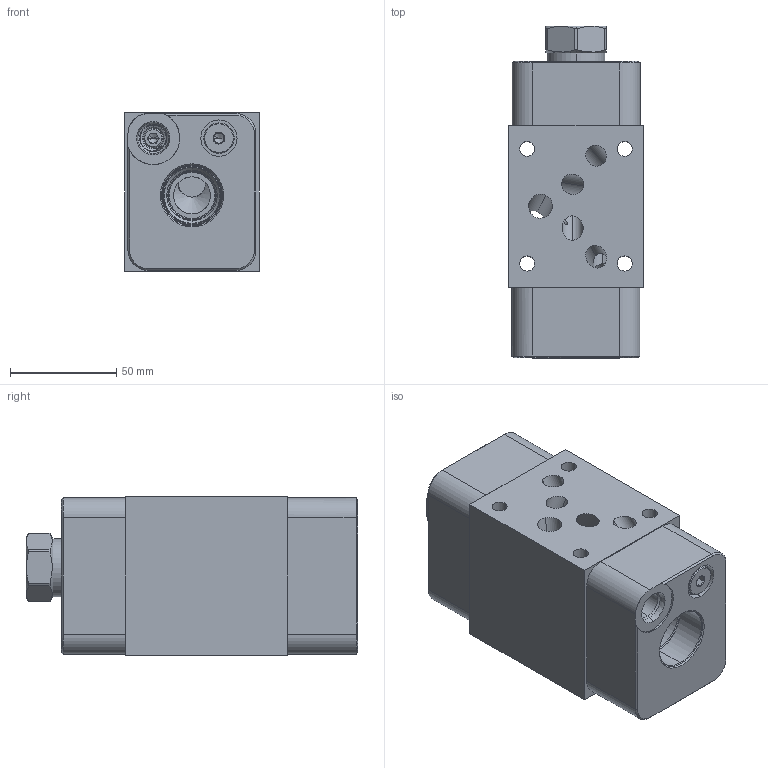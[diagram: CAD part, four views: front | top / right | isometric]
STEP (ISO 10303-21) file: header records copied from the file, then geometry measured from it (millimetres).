
FILE_DESCRIPTION((''),'2;1');
FILE_NAME('NB3_ASM','2022-01-28T',('ProEService'),(''),'PRO/ENGINEER BY PARAMETRIC TECHNOLOGY CORPORATION, 2014200','PRO/ENGINEER BY PARAMETRIC TECHNOLOGY CORPORATION, 2014200','');
FILE_SCHEMA(('CONFIG_CONTROL_DESIGN'));
Length unit declared in the file: inch
Products named in the file (7): 152-267-001; 340-002; A330-006-004; CXFAXCN; 500-001-014; 700-001; NB3_ASM
Assembly tree (10 placements, depth 2):
  NB3_ASM
    152-267-001
    340-002
    A330-006-004
    CXFAXCN
    500-001-014  x5
    700-001
Bounding box: 63.5 x 156.36 x 74.63 mm (x, y, z)
Volume: 550521.3 mm3; surface area: 88024.5 mm2
Topology: 6 solids, 6 shells, 349 faces, 1167 edges, 982 vertices
Faces by surface type: cylinder 131, cone 95, plane 78, torus 30, revolution 8, sphere 7
Entity records: 15703 total; most frequent: CARTESIAN_POINT 5701, DIRECTION 2107, ORIENTED_EDGE 1714, EDGE_CURVE 857, AXIS2_PLACEMENT_3D 741, VECTOR 617, LINE 617, VERTEX_POINT 532
